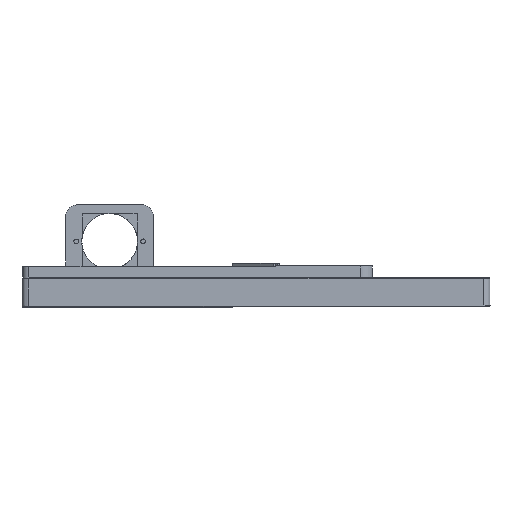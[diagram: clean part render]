
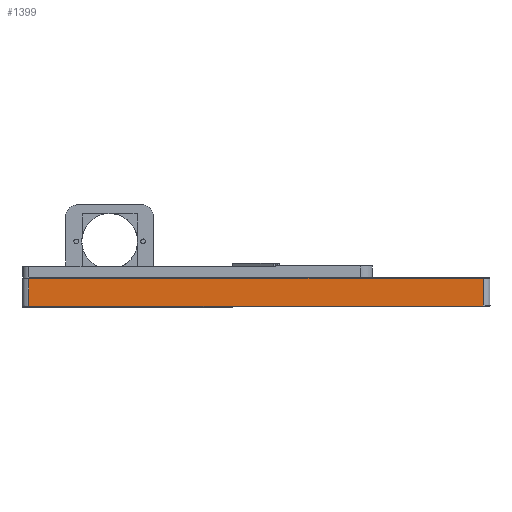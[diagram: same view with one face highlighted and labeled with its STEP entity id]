
A CAD part, left-side view. The second image highlights one B-rep face of the part: STEP entity #1399.
In plain terms, the highlighted planar face has unit normal (-1, 0, 0).
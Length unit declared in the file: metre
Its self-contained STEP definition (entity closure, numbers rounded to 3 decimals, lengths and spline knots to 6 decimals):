
#1399 = ADVANCED_FACE( '', ( #3110 ), #3111, .F. );
#3110 = FACE_OUTER_BOUND( '', #4919, .T. );
#3111 = PLANE( '', #4920 );
#4919 = EDGE_LOOP( '', ( #9042, #9043, #9044, #9045 ) );
#4920 = AXIS2_PLACEMENT_3D( '', #9046, #9047, #9048 );
#9042 = ORIENTED_EDGE( '', *, *, #10628, .T. );
#9043 = ORIENTED_EDGE( '', *, *, #10544, .T. );
#9044 = ORIENTED_EDGE( '', *, *, #10336, .F. );
#9045 = ORIENTED_EDGE( '', *, *, #9979, .T. );
#9046 = CARTESIAN_POINT( '', ( -0.1016, 0.0127, 0.0986 ) );
#9047 = DIRECTION( '', ( 1., 0., 0. ) );
#9048 = DIRECTION( '', ( 0., 0., -1. ) );
#9979 = EDGE_CURVE( '', #12436, #12434, #12437, .T. );
#10336 = EDGE_CURVE( '', #12436, #12363, #12977, .T. );
#10544 = EDGE_CURVE( '', #12088, #12363, #13232, .T. );
#10628 = EDGE_CURVE( '', #12434, #12088, #13330, .T. );
#12088 = VERTEX_POINT( '', #14735 );
#12363 = VERTEX_POINT( '', #15247 );
#12434 = VERTEX_POINT( '', #15335 );
#12436 = VERTEX_POINT( '', #15338 );
#12437 = LINE( '', #15339, #15340 );
#12977 = LINE( '', #16223, #16224 );
#13232 = LINE( '', #16649, #16650 );
#13330 = LINE( '', #16775, #16776 );
#14735 = CARTESIAN_POINT( '', ( -0.1016, 0.0003, -0.0986 ) );
#15247 = CARTESIAN_POINT( '', ( -0.1016, 0.0003, 0.0986 ) );
#15335 = CARTESIAN_POINT( '', ( -0.1016, 0.0124, -0.0986 ) );
#15338 = CARTESIAN_POINT( '', ( -0.1016, 0.0124, 0.0986 ) );
#15339 = CARTESIAN_POINT( '', ( -0.1016, 0.0124, 0.0986 ) );
#15340 = VECTOR( '', #18071, 1. );
#16223 = CARTESIAN_POINT( '', ( -0.1016, 0.0127, 0.0986 ) );
#16224 = VECTOR( '', #18535, 1. );
#16649 = CARTESIAN_POINT( '', ( -0.1016, 0.0003, 0.0986 ) );
#16650 = VECTOR( '', #18747, 1. );
#16775 = CARTESIAN_POINT( '', ( -0.1016, 0.0127, -0.0986 ) );
#16776 = VECTOR( '', #18821, 1. );
#18071 = DIRECTION( '', ( 0., 0., -1. ) );
#18535 = DIRECTION( '', ( 0., -1., 0. ) );
#18747 = DIRECTION( '', ( 0., 0., 1. ) );
#18821 = DIRECTION( '', ( 0., -1., 0. ) );
